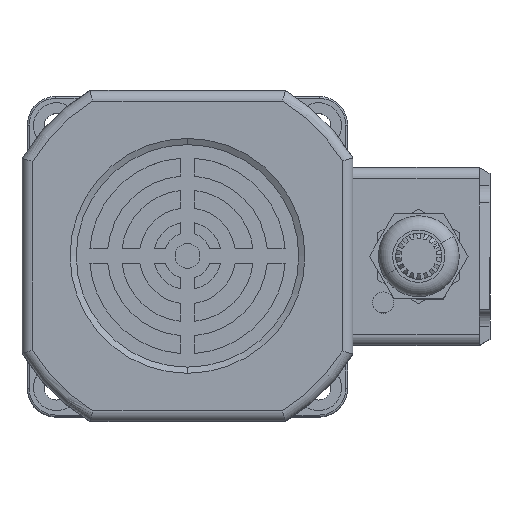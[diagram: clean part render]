
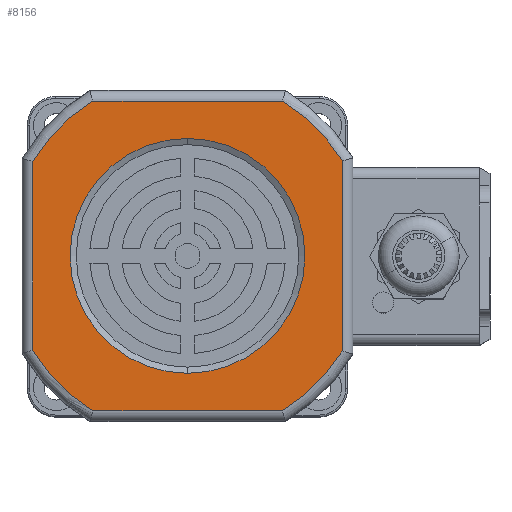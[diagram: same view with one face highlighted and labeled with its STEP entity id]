
A CAD part, top view. The second image highlights one B-rep face of the part: STEP entity #8156.
In plain terms, the highlighted face is planar.
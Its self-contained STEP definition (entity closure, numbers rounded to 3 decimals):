
#222 = CARTESIAN_POINT ( 'NONE',  ( 0.05, 0., -43.5 ) ) ;
#228 = DIRECTION ( 'NONE',  ( 0., -1., 0. ) ) ;
#1181 = EDGE_LOOP ( 'NONE', ( #3249, #6298, #9196, #5706, #19159, #25160, #24904, #3270 ) ) ;
#1205 = CARTESIAN_POINT ( 'NONE',  ( -26.572, 0., 43.5 ) ) ;
#1938 = AXIS2_PLACEMENT_3D ( 'NONE', #7001, #21743, #9147 ) ;
#2339 = DIRECTION ( 'NONE',  ( 1., 0., 0. ) ) ;
#2891 = EDGE_CURVE ( 'NONE', #16880, #22080, #5740, .T. ) ;
#3221 = DIRECTION ( 'NONE',  ( 0., -1., 0. ) ) ;
#3249 = ORIENTED_EDGE ( 'NONE', *, *, #4119, .T. ) ;
#3270 = ORIENTED_EDGE ( 'NONE', *, *, #24232, .T. ) ;
#3341 = CARTESIAN_POINT ( 'NONE',  ( -26.572, 0., -43.5 ) ) ;
#3424 = PLANE ( 'NONE',  #19318 ) ;
#3676 = CARTESIAN_POINT ( 'NONE',  ( 0.05, 0., 0. ) ) ;
#3948 = CARTESIAN_POINT ( 'NONE',  ( 43.5, 0., 0. ) ) ;
#4119 = EDGE_CURVE ( 'NONE', #23348, #14329, #20556, .T. ) ;
#4368 = EDGE_CURVE ( 'NONE', #21425, #22257, #25717, .T. ) ;
#4483 = CARTESIAN_POINT ( 'NONE',  ( 43.5, 0., 26.705 ) ) ;
#4741 = DIRECTION ( 'NONE',  ( 0., -1., 0. ) ) ;
#4938 = LINE ( 'NONE', #3948, #15516 ) ;
#5436 = EDGE_CURVE ( 'NONE', #14384, #8874, #26712, .T. ) ;
#5531 = CARTESIAN_POINT ( 'NONE',  ( 0.05, 0., 0. ) ) ;
#5706 = ORIENTED_EDGE ( 'NONE', *, *, #9469, .T. ) ;
#5740 = CIRCLE ( 'NONE', #24143, 33. ) ;
#5801 = DIRECTION ( 'NONE',  ( 0., 0., 1. ) ) ;
#5868 = ORIENTED_EDGE ( 'NONE', *, *, #18925, .F. ) ;
#6073 = DIRECTION ( 'NONE',  ( 0., 0., 1. ) ) ;
#6298 = ORIENTED_EDGE ( 'NONE', *, *, #17066, .T. ) ;
#6853 = AXIS2_PLACEMENT_3D ( 'NONE', #3676, #18455, #5801 ) ;
#7001 = CARTESIAN_POINT ( 'NONE',  ( 0.05, 0., 0. ) ) ;
#8156 = ADVANCED_FACE ( 'NONE', ( #14714, #9784 ), #3424, .F. ) ;
#8674 = VECTOR ( 'NONE', #20160, 1000. ) ;
#8874 = VERTEX_POINT ( 'NONE', #14460 ) ;
#9037 = DIRECTION ( 'NONE',  ( -1., 0., 0. ) ) ;
#9147 = DIRECTION ( 'NONE',  ( 0., 0., 1. ) ) ;
#9196 = ORIENTED_EDGE ( 'NONE', *, *, #4368, .T. ) ;
#9469 = EDGE_CURVE ( 'NONE', #22257, #16639, #26169, .T. ) ;
#9784 = FACE_BOUND ( 'NONE', #12958, .T. ) ;
#9818 = DIRECTION ( 'NONE',  ( 0., 0., 1. ) ) ;
#9904 = DIRECTION ( 'NONE',  ( 0., -1., 0. ) ) ;
#10710 = CARTESIAN_POINT ( 'NONE',  ( -43.5, 0., -26.54 ) ) ;
#10789 = CIRCLE ( 'NONE', #19629, 51. ) ;
#10902 = CARTESIAN_POINT ( 'NONE',  ( 26.673, 0., -43.5 ) ) ;
#11693 = CARTESIAN_POINT ( 'NONE',  ( -43.5, 0., 0. ) ) ;
#12010 = CARTESIAN_POINT ( 'NONE',  ( 0., 0., 33. ) ) ;
#12747 = EDGE_CURVE ( 'NONE', #8874, #20415, #25145, .T. ) ;
#12879 = CARTESIAN_POINT ( 'NONE',  ( 0.05, 0., 0. ) ) ;
#12958 = EDGE_LOOP ( 'NONE', ( #17730, #5868 ) ) ;
#13129 = AXIS2_PLACEMENT_3D ( 'NONE', #17397, #4741, #19518 ) ;
#13319 = CARTESIAN_POINT ( 'NONE',  ( 0., 0., -33. ) ) ;
#14329 = VERTEX_POINT ( 'NONE', #10710 ) ;
#14384 = VERTEX_POINT ( 'NONE', #4483 ) ;
#14460 = CARTESIAN_POINT ( 'NONE',  ( 26.673, 0., 43.5 ) ) ;
#14464 = CIRCLE ( 'NONE', #6853, 51. ) ;
#14625 = CIRCLE ( 'NONE', #13129, 33. ) ;
#14714 = FACE_OUTER_BOUND ( 'NONE', #1181, .T. ) ;
#14975 = DIRECTION ( 'NONE',  ( 0., 0., 1. ) ) ;
#15162 = CARTESIAN_POINT ( 'NONE',  ( -43.5, 0., 26.54 ) ) ;
#15516 = VECTOR ( 'NONE', #6073, 1000. ) ;
#15855 = CARTESIAN_POINT ( 'NONE',  ( 0., 0., 0. ) ) ;
#16639 = VERTEX_POINT ( 'NONE', #18704 ) ;
#16880 = VERTEX_POINT ( 'NONE', #13319 ) ;
#17066 = EDGE_CURVE ( 'NONE', #14329, #21425, #10789, .T. ) ;
#17397 = CARTESIAN_POINT ( 'NONE',  ( 0., 0., 0. ) ) ;
#17730 = ORIENTED_EDGE ( 'NONE', *, *, #2891, .F. ) ;
#17999 = DIRECTION ( 'NONE',  ( 0., 0., -1. ) ) ;
#18455 = DIRECTION ( 'NONE',  ( 0., -1., 0. ) ) ;
#18704 = CARTESIAN_POINT ( 'NONE',  ( 43.5, 0., -26.705 ) ) ;
#18925 = EDGE_CURVE ( 'NONE', #22080, #16880, #14625, .T. ) ;
#19159 = ORIENTED_EDGE ( 'NONE', *, *, #22758, .T. ) ;
#19318 = AXIS2_PLACEMENT_3D ( 'NONE', #5531, #22425, #9818 ) ;
#19511 = AXIS2_PLACEMENT_3D ( 'NONE', #12879, #228, #14975 ) ;
#19518 = DIRECTION ( 'NONE',  ( 0., 0., -1. ) ) ;
#19541 = VECTOR ( 'NONE', #9037, 1000. ) ;
#19629 = AXIS2_PLACEMENT_3D ( 'NONE', #22528, #9904, #24647 ) ;
#20126 = VECTOR ( 'NONE', #2339, 1000. ) ;
#20160 = DIRECTION ( 'NONE',  ( 0., 0., -1. ) ) ;
#20415 = VERTEX_POINT ( 'NONE', #1205 ) ;
#20556 = LINE ( 'NONE', #11693, #8674 ) ;
#21425 = VERTEX_POINT ( 'NONE', #3341 ) ;
#21743 = DIRECTION ( 'NONE',  ( 0., -1., 0. ) ) ;
#22080 = VERTEX_POINT ( 'NONE', #12010 ) ;
#22257 = VERTEX_POINT ( 'NONE', #10902 ) ;
#22425 = DIRECTION ( 'NONE',  ( 0., 1., 0. ) ) ;
#22528 = CARTESIAN_POINT ( 'NONE',  ( 0.05, 0., 0. ) ) ;
#22758 = EDGE_CURVE ( 'NONE', #16639, #14384, #4938, .T. ) ;
#23348 = VERTEX_POINT ( 'NONE', #15162 ) ;
#23769 = CARTESIAN_POINT ( 'NONE',  ( 0.05, 0., 43.5 ) ) ;
#24143 = AXIS2_PLACEMENT_3D ( 'NONE', #15855, #3221, #17999 ) ;
#24232 = EDGE_CURVE ( 'NONE', #20415, #23348, #14464, .T. ) ;
#24647 = DIRECTION ( 'NONE',  ( 0., 0., 1. ) ) ;
#24904 = ORIENTED_EDGE ( 'NONE', *, *, #12747, .T. ) ;
#25145 = LINE ( 'NONE', #23769, #19541 ) ;
#25160 = ORIENTED_EDGE ( 'NONE', *, *, #5436, .T. ) ;
#25717 = LINE ( 'NONE', #222, #20126 ) ;
#26169 = CIRCLE ( 'NONE', #19511, 51. ) ;
#26712 = CIRCLE ( 'NONE', #1938, 51. ) ;
